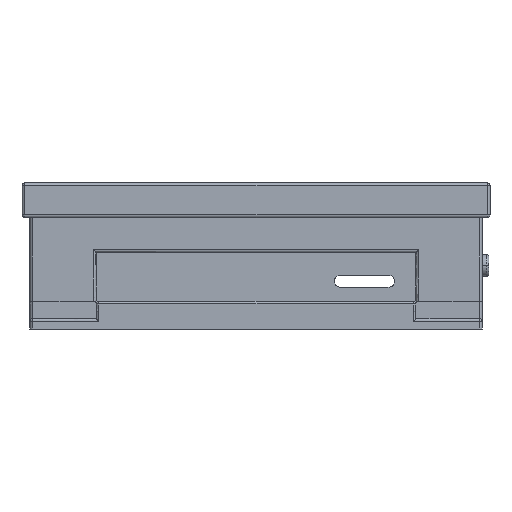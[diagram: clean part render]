
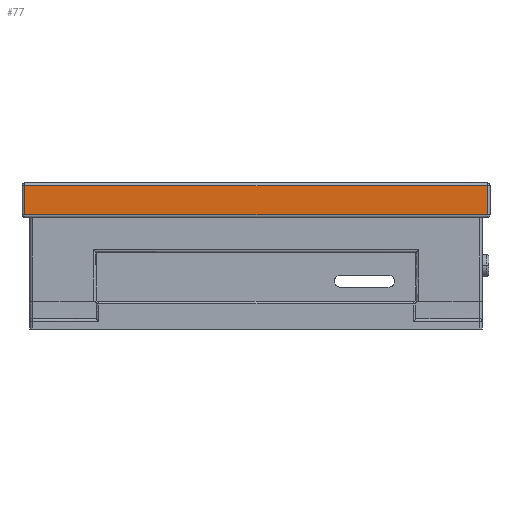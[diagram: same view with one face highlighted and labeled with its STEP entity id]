
A CAD part, front view. The second image highlights one B-rep face of the part: STEP entity #77.
In plain terms, the highlighted free-form (B-spline) face has degree [1, 1] with [2, 2] control points.
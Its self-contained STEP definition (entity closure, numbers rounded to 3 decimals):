
#77=ADVANCED_FACE('',(#609),#13203,.T.);
#609=FACE_OUTER_BOUND('',#1050,.T.);
#1050=EDGE_LOOP('',(#1787,#1788,#1789,#1790));
#1787=ORIENTED_EDGE('',*,*,#9445,.T.);
#1788=ORIENTED_EDGE('',*,*,#9446,.T.);
#1789=ORIENTED_EDGE('',*,*,#9447,.T.);
#1790=ORIENTED_EDGE('',*,*,#9448,.T.);
#4571=PCURVE('',#13203,#6543);
#4572=PCURVE('',#13203,#6544);
#4573=PCURVE('',#13203,#6545);
#4574=PCURVE('',#13203,#6546);
#4589=PCURVE('',#12988,#6561);
#4609=PCURVE('',#12993,#6581);
#4618=PCURVE('',#12995,#6590);
#4619=PCURVE('',#12996,#6591);
#6543=DEFINITIONAL_REPRESENTATION('',(#10440),#27016);
#6544=DEFINITIONAL_REPRESENTATION('',(#10442),#27016);
#6545=DEFINITIONAL_REPRESENTATION('',(#10444),#27016);
#6546=DEFINITIONAL_REPRESENTATION('',(#10446),#27016);
#6561=DEFINITIONAL_REPRESENTATION('',(#10462),#27016);
#6581=DEFINITIONAL_REPRESENTATION('',(#10483),#27016);
#6590=DEFINITIONAL_REPRESENTATION('',(#10493),#27016);
#6591=DEFINITIONAL_REPRESENTATION('',(#10494),#27016);
#8459=SURFACE_CURVE('',#10439,(#4571,#4609),.PCURVE_S1.);
#8460=SURFACE_CURVE('',#10441,(#4572,#4618),.PCURVE_S1.);
#8461=SURFACE_CURVE('',#10443,(#4573,#4589),.PCURVE_S1.);
#8462=SURFACE_CURVE('',#10445,(#4574,#4619),.PCURVE_S1.);
#9445=EDGE_CURVE('',#12449,#12451,#8459,.T.);
#9446=EDGE_CURVE('',#12451,#12452,#8460,.T.);
#9447=EDGE_CURVE('',#12452,#12450,#8461,.T.);
#9448=EDGE_CURVE('',#12450,#12449,#8462,.T.);
#10439=B_SPLINE_CURVE_WITH_KNOTS('',1,(#16761,#16762),.UNSPECIFIED.,.F.,
 .F.,(2,2),(0.8,9.2),.UNSPECIFIED.);
#10440=B_SPLINE_CURVE_WITH_KNOTS('',3,(#16763,#16764,#16765,#16766),
 .UNSPECIFIED.,.F.,.F.,(4,4),(0.8,9.2),
 .UNSPECIFIED.);
#10441=B_SPLINE_CURVE_WITH_KNOTS('',1,(#16767,#16768),.UNSPECIFIED.,.F.,
 .F.,(2,2),(0.8,133.8),.UNSPECIFIED.);
#10442=B_SPLINE_CURVE_WITH_KNOTS('',3,(#16769,#16770,#16771,#16772),
 .UNSPECIFIED.,.F.,.F.,(4,4),(0.8,133.8),.UNSPECIFIED.);
#10443=B_SPLINE_CURVE_WITH_KNOTS('',1,(#16773,#16774),.UNSPECIFIED.,.F.,
 .F.,(2,2),(0.8,9.2),.UNSPECIFIED.);
#10444=B_SPLINE_CURVE_WITH_KNOTS('',3,(#16775,#16776,#16777,#16778),
 .UNSPECIFIED.,.F.,.F.,(4,4),(0.8,9.2),.UNSPECIFIED.);
#10445=B_SPLINE_CURVE_WITH_KNOTS('',1,(#16779,#16780),.UNSPECIFIED.,.F.,
 .F.,(2,2),(-133.8,-0.8),.UNSPECIFIED.);
#10446=B_SPLINE_CURVE_WITH_KNOTS('',3,(#16781,#16782,#16783,#16784),
 .UNSPECIFIED.,.F.,.F.,(4,4),(-133.8,-0.8),.UNSPECIFIED.);
#10462=B_SPLINE_CURVE_WITH_KNOTS('',1,(#16836,#16837),.UNSPECIFIED.,.F.,
 .F.,(2,2),(0.8,9.2),.UNSPECIFIED.);
#10483=B_SPLINE_CURVE_WITH_KNOTS('',1,(#16908,#16909),.UNSPECIFIED.,.F.,
 .F.,(2,2),(0.8,9.2),.UNSPECIFIED.);
#10493=B_SPLINE_CURVE_WITH_KNOTS('',1,(#16943,#16944),.UNSPECIFIED.,.F.,
 .F.,(2,2),(0.8,133.8),.UNSPECIFIED.);
#10494=B_SPLINE_CURVE_WITH_KNOTS('',1,(#16945,#16946),.UNSPECIFIED.,.F.,
 .F.,(2,2),(-133.8,-0.8),.UNSPECIFIED.);
#12449=VERTEX_POINT('',#14813);
#12450=VERTEX_POINT('',#14814);
#12451=VERTEX_POINT('',#14815);
#12452=VERTEX_POINT('',#14816);
#12988=(
BOUNDED_SURFACE()
B_SPLINE_SURFACE(1,2,((#13827,#13828,#13829),(#13830,#13831,#13832)),
 .UNSPECIFIED.,.F.,.F.,.F.)
B_SPLINE_SURFACE_WITH_KNOTS((2,2),(3,3),(0.,10.),(0.,
1.),.UNSPECIFIED.)
GEOMETRIC_REPRESENTATION_ITEM()
RATIONAL_B_SPLINE_SURFACE(((1.,0.707,1.),(1.,0.707,
1.)))
REPRESENTATION_ITEM('')
SURFACE()
);
#12993=(
BOUNDED_SURFACE()
B_SPLINE_SURFACE(1,2,((#13857,#13858,#13859),(#13860,#13861,#13862)),
 .UNSPECIFIED.,.F.,.F.,.F.)
B_SPLINE_SURFACE_WITH_KNOTS((2,2),(3,3),(0.,10.),(0.,
1.),.UNSPECIFIED.)
GEOMETRIC_REPRESENTATION_ITEM()
RATIONAL_B_SPLINE_SURFACE(((1.,0.707,1.),(1.,0.707,
1.)))
REPRESENTATION_ITEM('')
SURFACE()
);
#12995=(
BOUNDED_SURFACE()
B_SPLINE_SURFACE(2,1,((#13869,#13870),(#13871,#13872),(#13873,#13874)),
 .UNSPECIFIED.,.F.,.F.,.F.)
B_SPLINE_SURFACE_WITH_KNOTS((3,3),(2,2),(0.,1.),(0.,
134.6),.UNSPECIFIED.)
GEOMETRIC_REPRESENTATION_ITEM()
RATIONAL_B_SPLINE_SURFACE(((1.,1.),(0.707,0.707),
(1.,1.)))
REPRESENTATION_ITEM('')
SURFACE()
);
#12996=(
BOUNDED_SURFACE()
B_SPLINE_SURFACE(1,2,((#13875,#13876,#13877),(#13878,#13879,#13880)),
 .UNSPECIFIED.,.F.,.F.,.F.)
B_SPLINE_SURFACE_WITH_KNOTS((2,2),(3,3),(0.,134.6),(0.,
1.),.UNSPECIFIED.)
GEOMETRIC_REPRESENTATION_ITEM()
RATIONAL_B_SPLINE_SURFACE(((1.,0.707,1.),(1.,0.707,
1.)))
REPRESENTATION_ITEM('')
SURFACE()
);
#13203=B_SPLINE_SURFACE_WITH_KNOTS('',1,1,((#13805,#13806),(#13807,#13808)),
 .UNSPECIFIED.,.F.,.F.,.F.,(2,2),(2,2),(5.,7.),(0.,10.),.UNSPECIFIED.);
#13805=CARTESIAN_POINT('',(-65.3,-45.1,32.));
#13806=CARTESIAN_POINT('',(-65.3,-45.1,42.));
#13807=CARTESIAN_POINT('',(69.3,-45.1,32.));
#13808=CARTESIAN_POINT('',(69.3,-45.1,42.));
#13827=CARTESIAN_POINT('',(69.3,-44.3,32.));
#13828=CARTESIAN_POINT('',(69.3,-45.1,32.));
#13829=CARTESIAN_POINT('',(68.5,-45.1,32.));
#13830=CARTESIAN_POINT('',(69.3,-44.3,42.));
#13831=CARTESIAN_POINT('',(69.3,-45.1,42.));
#13832=CARTESIAN_POINT('',(68.5,-45.1,42.));
#13857=CARTESIAN_POINT('',(-65.3,-44.3,42.));
#13858=CARTESIAN_POINT('',(-65.3,-45.1,42.));
#13859=CARTESIAN_POINT('',(-64.5,-45.1,42.));
#13860=CARTESIAN_POINT('',(-65.3,-44.3,32.));
#13861=CARTESIAN_POINT('',(-65.3,-45.1,32.));
#13862=CARTESIAN_POINT('',(-64.5,-45.1,32.));
#13869=CARTESIAN_POINT('',(-65.3,-45.1,32.8));
#13870=CARTESIAN_POINT('',(69.3,-45.1,32.8));
#13871=CARTESIAN_POINT('',(-65.3,-45.1,32.));
#13872=CARTESIAN_POINT('',(69.3,-45.1,32.));
#13873=CARTESIAN_POINT('',(-65.3,-44.3,32.));
#13874=CARTESIAN_POINT('',(69.3,-44.3,32.));
#13875=CARTESIAN_POINT('',(-65.3,-45.1,41.2));
#13876=CARTESIAN_POINT('',(-65.3,-45.1,42.));
#13877=CARTESIAN_POINT('',(-65.3,-44.3,42.));
#13878=CARTESIAN_POINT('',(69.3,-45.1,41.2));
#13879=CARTESIAN_POINT('',(69.3,-45.1,42.));
#13880=CARTESIAN_POINT('',(69.3,-44.3,42.));
#14813=CARTESIAN_POINT('',(-64.5,-45.1,41.2));
#14814=CARTESIAN_POINT('',(68.5,-45.1,41.2));
#14815=CARTESIAN_POINT('',(-64.5,-45.1,32.8));
#14816=CARTESIAN_POINT('',(68.5,-45.1,32.8));
#16761=CARTESIAN_POINT('',(-64.5,-45.1,41.2));
#16762=CARTESIAN_POINT('',(-64.5,-45.1,32.8));
#16763=CARTESIAN_POINT('',(5.012,9.2));
#16764=CARTESIAN_POINT('',(5.012,6.4));
#16765=CARTESIAN_POINT('',(5.012,3.6));
#16766=CARTESIAN_POINT('',(5.012,0.8));
#16767=CARTESIAN_POINT('',(-64.5,-45.1,32.8));
#16768=CARTESIAN_POINT('',(68.5,-45.1,32.8));
#16769=CARTESIAN_POINT('',(5.012,0.8));
#16770=CARTESIAN_POINT('',(5.671,0.8));
#16771=CARTESIAN_POINT('',(6.329,0.8));
#16772=CARTESIAN_POINT('',(6.988,0.8));
#16773=CARTESIAN_POINT('',(68.5,-45.1,32.8));
#16774=CARTESIAN_POINT('',(68.5,-45.1,41.2));
#16775=CARTESIAN_POINT('',(6.988,0.8));
#16776=CARTESIAN_POINT('',(6.988,3.6));
#16777=CARTESIAN_POINT('',(6.988,6.4));
#16778=CARTESIAN_POINT('',(6.988,9.2));
#16779=CARTESIAN_POINT('',(68.5,-45.1,41.2));
#16780=CARTESIAN_POINT('',(-64.5,-45.1,41.2));
#16781=CARTESIAN_POINT('',(6.988,9.2));
#16782=CARTESIAN_POINT('',(6.329,9.2));
#16783=CARTESIAN_POINT('',(5.671,9.2));
#16784=CARTESIAN_POINT('',(5.012,9.2));
#16836=CARTESIAN_POINT('',(0.8,1.));
#16837=CARTESIAN_POINT('',(9.2,1.));
#16908=CARTESIAN_POINT('',(0.8,1.));
#16909=CARTESIAN_POINT('',(9.2,1.));
#16943=CARTESIAN_POINT('',(0.,0.8));
#16944=CARTESIAN_POINT('',(0.,133.8));
#16945=CARTESIAN_POINT('',(133.8,0.));
#16946=CARTESIAN_POINT('',(0.8,0.));
#27016=(
GEOMETRIC_REPRESENTATION_CONTEXT(2)
PARAMETRIC_REPRESENTATION_CONTEXT()
REPRESENTATION_CONTEXT('pspace','')
);
